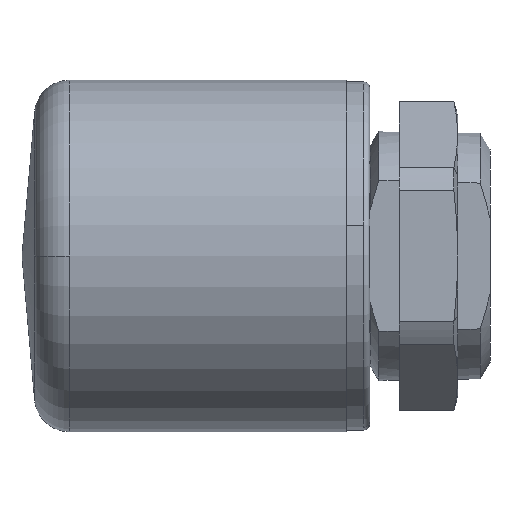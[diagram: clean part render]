
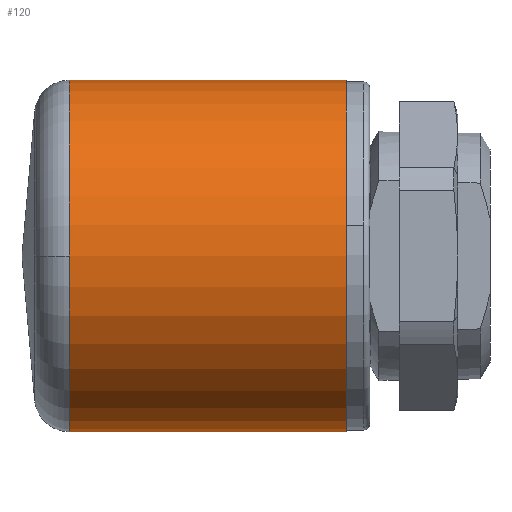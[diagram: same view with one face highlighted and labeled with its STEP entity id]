
A CAD part, left-side view. The second image highlights one B-rep face of the part: STEP entity #120.
In plain terms, the highlighted cylindrical face has radius 15.05 mm (diameter 30.1 mm), a partial arc.
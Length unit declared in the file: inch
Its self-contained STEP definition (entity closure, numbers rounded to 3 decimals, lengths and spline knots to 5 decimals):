
#10 = ORIENTED_EDGE ( 'NONE', *, *, #486, .F. ) ;
#38 = CARTESIAN_POINT ( 'NONE',  ( 0., 0.95074, 0.59252 ) ) ;
#49 = VERTEX_POINT ( 'NONE', #407 ) ;
#99 = FACE_OUTER_BOUND ( 'NONE', #1744, .T. ) ;
#112 = AXIS2_PLACEMENT_3D ( 'NONE', #443, #163, #857 ) ;
#120 = ADVANCED_FACE ( 'NONE', ( #99 ), #1088, .T. ) ;
#163 = DIRECTION ( 'NONE',  ( 0., -1., 0. ) ) ;
#260 = CARTESIAN_POINT ( 'NONE',  ( 0., 0.95074, -0.59252 ) ) ;
#331 = EDGE_CURVE ( 'NONE', #49, #1456, #1178, .T. ) ;
#390 = EDGE_CURVE ( 'NONE', #635, #1121, #903, .T. ) ;
#407 = CARTESIAN_POINT ( 'NONE',  ( 0., 0.48425, 0.59252 ) ) ;
#443 = CARTESIAN_POINT ( 'NONE',  ( 0., 1.41723, 0. ) ) ;
#452 = DIRECTION ( 'NONE',  ( 0., -1., 0. ) ) ;
#459 = LINE ( 'NONE', #38, #1124 ) ;
#486 = EDGE_CURVE ( 'NONE', #864, #49, #459, .T. ) ;
#536 = DIRECTION ( 'NONE',  ( 0., -1., 0. ) ) ;
#584 = ORIENTED_EDGE ( 'NONE', *, *, #1592, .T. ) ;
#632 = CARTESIAN_POINT ( 'NONE',  ( 0., 1.41723, 0. ) ) ;
#635 = VERTEX_POINT ( 'NONE', #1070 ) ;
#690 = DIRECTION ( 'NONE',  ( 0., -1., 0. ) ) ;
#692 = DIRECTION ( 'NONE',  ( 0., -1., 0. ) ) ;
#699 = CARTESIAN_POINT ( 'NONE',  ( 0., 1.41723, -0.59252 ) ) ;
#807 = CARTESIAN_POINT ( 'NONE',  ( 0., 0.48425, 0. ) ) ;
#857 = DIRECTION ( 'NONE',  ( 0., 0., -1. ) ) ;
#864 = VERTEX_POINT ( 'NONE', #1573 ) ;
#903 = CIRCLE ( 'NONE', #112, 0.59252 ) ;
#910 = CIRCLE ( 'NONE', #1023, 0.59252 ) ;
#913 = ORIENTED_EDGE ( 'NONE', *, *, #331, .F. ) ;
#928 = VECTOR ( 'NONE', #536, 39.37008 ) ;
#1023 = AXIS2_PLACEMENT_3D ( 'NONE', #632, #1617, #1168 ) ;
#1070 = CARTESIAN_POINT ( 'NONE',  ( -0.59252, 1.41723, 0. ) ) ;
#1088 = CYLINDRICAL_SURFACE ( 'NONE', #1525, 0.59252 ) ;
#1092 = LINE ( 'NONE', #260, #928 ) ;
#1121 = VERTEX_POINT ( 'NONE', #699 ) ;
#1124 = VECTOR ( 'NONE', #452, 39.37008 ) ;
#1168 = DIRECTION ( 'NONE',  ( 0., 0., -1. ) ) ;
#1178 = CIRCLE ( 'NONE', #1615, 0.59252 ) ;
#1252 = ORIENTED_EDGE ( 'NONE', *, *, #390, .T. ) ;
#1315 = CARTESIAN_POINT ( 'NONE',  ( 0., 0.48425, -0.59252 ) ) ;
#1456 = VERTEX_POINT ( 'NONE', #1315 ) ;
#1525 = AXIS2_PLACEMENT_3D ( 'NONE', #1632, #692, #1762 ) ;
#1573 = CARTESIAN_POINT ( 'NONE',  ( 0., 1.41723, 0.59252 ) ) ;
#1592 = EDGE_CURVE ( 'NONE', #864, #635, #910, .T. ) ;
#1615 = AXIS2_PLACEMENT_3D ( 'NONE', #807, #690, #1650 ) ;
#1617 = DIRECTION ( 'NONE',  ( 0., -1., 0. ) ) ;
#1632 = CARTESIAN_POINT ( 'NONE',  ( 0., 0.95074, 0. ) ) ;
#1650 = DIRECTION ( 'NONE',  ( 0., 0., -1. ) ) ;
#1717 = ORIENTED_EDGE ( 'NONE', *, *, #1773, .T. ) ;
#1744 = EDGE_LOOP ( 'NONE', ( #10, #584, #1252, #1717, #913 ) ) ;
#1762 = DIRECTION ( 'NONE',  ( 0., 0., -1. ) ) ;
#1773 = EDGE_CURVE ( 'NONE', #1121, #1456, #1092, .T. ) ;
